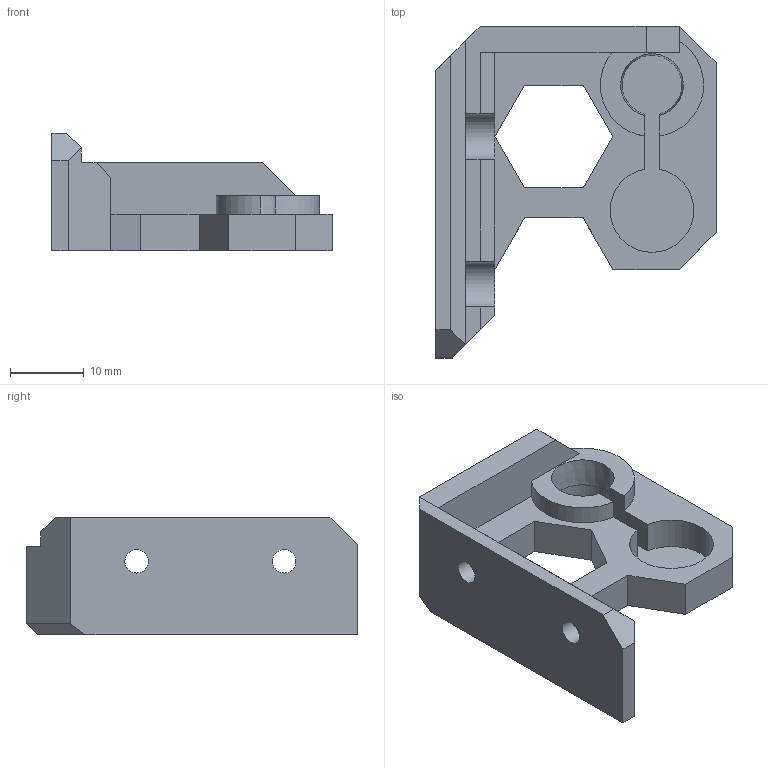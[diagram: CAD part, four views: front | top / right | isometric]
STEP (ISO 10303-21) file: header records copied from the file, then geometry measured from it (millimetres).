
FILE_DESCRIPTION(('FreeCAD Model'),'2;1');
FILE_NAME('Open CASCADE Shape Model','2024-07-18T07:16:19',(''),(''), 'Open CASCADE STEP processor 7.6','FreeCAD','Unknown');
FILE_SCHEMA(('AUTOMOTIVE_DESIGN { 1 0 10303 214 1 1 1 1 }'));
Length unit declared in the file: millimetre
Products named in the file (1): Z-Axis-Top_L
Bounding box: 38 x 45 x 16 mm (x, y, z)
Volume: 7666.9 mm3; surface area: 5498.5 mm2
Topology: 1 solids, 5 shells, 77 faces, 198 edges, 130 vertices
Faces by surface type: plane 68, cylinder 8, cone 1
Full cylindrical faces by diameter (mm): 3.2 x2
Entity records: 2333 total; most frequent: CARTESIAN_POINT 406, ORIENTED_EDGE 396, DIRECTION 375, EDGE_CURVE 198, LINE 177, VECTOR 177, VERTEX_POINT 130, AXIS2_PLACEMENT_3D 99
